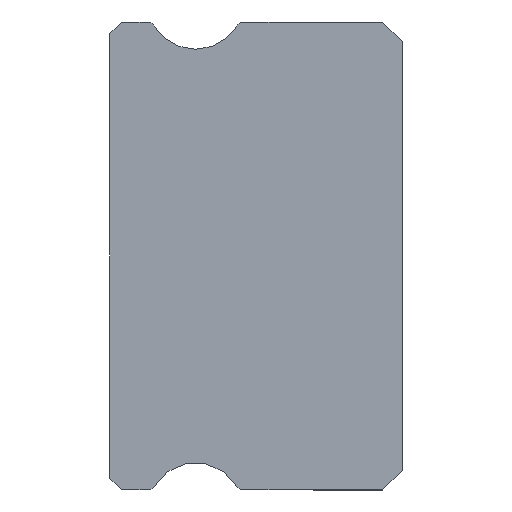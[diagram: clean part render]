
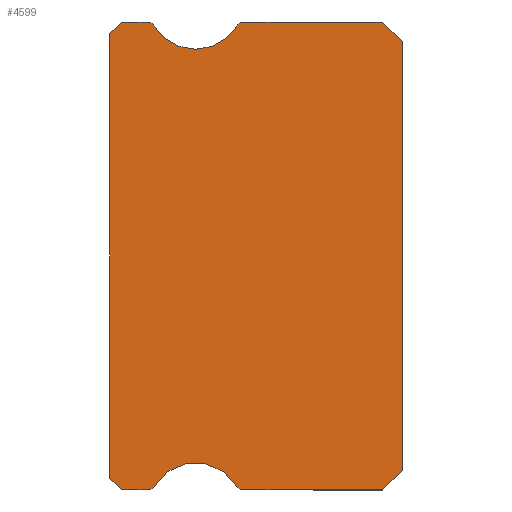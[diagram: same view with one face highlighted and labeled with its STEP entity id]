
A CAD part, left-side view. The second image highlights one B-rep face of the part: STEP entity #4599.
In plain terms, the highlighted planar face has unit normal (-1, 0, 0).
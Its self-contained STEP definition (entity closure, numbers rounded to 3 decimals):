
#73 = ORIENTED_EDGE ( 'NONE', *, *, #3775, .T. ) ;
#103 = VERTEX_POINT ( 'NONE', #4684 ) ;
#185 = CARTESIAN_POINT ( 'NONE',  ( -12.5, 7.2, -6. ) ) ;
#201 = VECTOR ( 'NONE', #5576, 1000. ) ;
#238 = ORIENTED_EDGE ( 'NONE', *, *, #8760, .T. ) ;
#282 = CARTESIAN_POINT ( 'NONE',  ( -12.5, 7.5, 5.85 ) ) ;
#383 = VECTOR ( 'NONE', #8276, 1000. ) ;
#429 = EDGE_CURVE ( 'NONE', #3447, #4681, #2857, .T. ) ;
#453 = EDGE_CURVE ( 'NONE', #6127, #5656, #1928, .T. ) ;
#502 = DIRECTION ( 'NONE',  ( 1., 0., 0. ) ) ;
#613 = DIRECTION ( 'NONE',  ( 1., 0., 0. ) ) ;
#692 = AXIS2_PLACEMENT_3D ( 'NONE', #7075, #5707, #7805 ) ;
#729 = LINE ( 'NONE', #1445, #6410 ) ;
#733 = VERTEX_POINT ( 'NONE', #7010 ) ;
#827 = VERTEX_POINT ( 'NONE', #5828 ) ;
#855 = CARTESIAN_POINT ( 'NONE',  ( -12.5, 6.512, -5.85 ) ) ;
#908 = DIRECTION ( 'NONE',  ( 0., -0.707, -0.707 ) ) ;
#957 = EDGE_CURVE ( 'NONE', #1533, #5656, #8307, .T. ) ;
#1057 = CARTESIAN_POINT ( 'NONE',  ( -12.5, 4.088, -5.85 ) ) ;
#1063 = VECTOR ( 'NONE', #1832, 1000. ) ;
#1089 = ORIENTED_EDGE ( 'NONE', *, *, #4431, .T. ) ;
#1091 = CARTESIAN_POINT ( 'NONE',  ( -12.5, 6.512, 5.85 ) ) ;
#1162 = DIRECTION ( 'NONE',  ( 0., 0., -1. ) ) ;
#1285 = CIRCLE ( 'NONE', #3029, 1.25 ) ;
#1418 = VECTOR ( 'NONE', #908, 1000. ) ;
#1445 = CARTESIAN_POINT ( 'NONE',  ( -12.5, 0., 5.5 ) ) ;
#1497 = DIRECTION ( 'NONE',  ( 0., -0.707, -0.707 ) ) ;
#1520 = ORIENTED_EDGE ( 'NONE', *, *, #7310, .F. ) ;
#1524 = DIRECTION ( 'NONE',  ( 1., 0., 0. ) ) ;
#1533 = VERTEX_POINT ( 'NONE', #4155 ) ;
#1536 = AXIS2_PLACEMENT_3D ( 'NONE', #1091, #502, #3185 ) ;
#1583 = CARTESIAN_POINT ( 'NONE',  ( -12.5, 0.5, 6. ) ) ;
#1641 = CARTESIAN_POINT ( 'NONE',  ( -12.5, 7.5, 5.7 ) ) ;
#1690 = EDGE_CURVE ( 'NONE', #827, #3638, #4632, .T. ) ;
#1832 = DIRECTION ( 'NONE',  ( 0., 0., 1. ) ) ;
#1865 = CIRCLE ( 'NONE', #692, 1.25 ) ;
#1879 = CARTESIAN_POINT ( 'NONE',  ( -12.5, 7.2, -6. ) ) ;
#1883 = AXIS2_PLACEMENT_3D ( 'NONE', #5743, #2355, #4974 ) ;
#1920 = CARTESIAN_POINT ( 'NONE',  ( -12.5, 6.512, 5.85 ) ) ;
#1928 = LINE ( 'NONE', #7576, #383 ) ;
#1930 = VERTEX_POINT ( 'NONE', #7804 ) ;
#1931 = EDGE_CURVE ( 'NONE', #4394, #3992, #5660, .T. ) ;
#1974 = AXIS2_PLACEMENT_3D ( 'NONE', #1920, #3177, #4517 ) ;
#2104 = VECTOR ( 'NONE', #5055, 1000. ) ;
#2316 = DIRECTION ( 'NONE',  ( 0., 1., 0. ) ) ;
#2322 = EDGE_CURVE ( 'NONE', #1930, #5648, #729, .T. ) ;
#2355 = DIRECTION ( 'NONE',  ( -1., 0., 0. ) ) ;
#2373 = CIRCLE ( 'NONE', #6569, 0.15 ) ;
#2765 = DIRECTION ( 'NONE',  ( -1., 0., 0. ) ) ;
#2794 = CARTESIAN_POINT ( 'NONE',  ( -12.5, 7.5, 5.7 ) ) ;
#2857 = CIRCLE ( 'NONE', #1536, 0.15 ) ;
#2907 = ORIENTED_EDGE ( 'NONE', *, *, #1690, .F. ) ;
#2997 = EDGE_CURVE ( 'NONE', #8117, #4394, #8795, .T. ) ;
#3029 = AXIS2_PLACEMENT_3D ( 'NONE', #8331, #2765, #6834 ) ;
#3177 = DIRECTION ( 'NONE',  ( 1., 0., 0. ) ) ;
#3185 = DIRECTION ( 'NONE',  ( 0., 0., -1. ) ) ;
#3205 = EDGE_CURVE ( 'NONE', #733, #103, #7987, .T. ) ;
#3243 = AXIS2_PLACEMENT_3D ( 'NONE', #855, #1524, #7877 ) ;
#3385 = CARTESIAN_POINT ( 'NONE',  ( -12.5, 4.217, -5.925 ) ) ;
#3447 = VERTEX_POINT ( 'NONE', #8189 ) ;
#3491 = DIRECTION ( 'NONE',  ( 0., 0., 1. ) ) ;
#3497 = ORIENTED_EDGE ( 'NONE', *, *, #957, .F. ) ;
#3515 = ORIENTED_EDGE ( 'NONE', *, *, #3783, .F. ) ;
#3638 = VERTEX_POINT ( 'NONE', #1641 ) ;
#3659 = VECTOR ( 'NONE', #6956, 1000. ) ;
#3755 = EDGE_CURVE ( 'NONE', #103, #4246, #2373, .T. ) ;
#3775 = EDGE_CURVE ( 'NONE', #5556, #3638, #7516, .T. ) ;
#3783 = EDGE_CURVE ( 'NONE', #1930, #733, #7595, .T. ) ;
#3787 = ORIENTED_EDGE ( 'NONE', *, *, #3755, .F. ) ;
#3992 = VERTEX_POINT ( 'NONE', #7655 ) ;
#4155 = CARTESIAN_POINT ( 'NONE',  ( -12.5, 6.383, -5.925 ) ) ;
#4164 = VECTOR ( 'NONE', #1497, 1000. ) ;
#4246 = VERTEX_POINT ( 'NONE', #3385 ) ;
#4356 = LINE ( 'NONE', #1583, #4164 ) ;
#4394 = VERTEX_POINT ( 'NONE', #4476 ) ;
#4431 = EDGE_CURVE ( 'NONE', #3447, #5556, #5788, .T. ) ;
#4476 = CARTESIAN_POINT ( 'NONE',  ( -12.5, 4.088, 6. ) ) ;
#4517 = DIRECTION ( 'NONE',  ( 0., 0., -1. ) ) ;
#4599 = ADVANCED_FACE ( 'NONE', ( #5337 ), #8132, .F. ) ;
#4632 = LINE ( 'NONE', #282, #1063 ) ;
#4681 = VERTEX_POINT ( 'NONE', #8345 ) ;
#4684 = CARTESIAN_POINT ( 'NONE',  ( -12.5, 4.088, -6. ) ) ;
#4798 = ORIENTED_EDGE ( 'NONE', *, *, #2997, .F. ) ;
#4808 = CARTESIAN_POINT ( 'NONE',  ( -12.5, 4.217, 5.925 ) ) ;
#4974 = DIRECTION ( 'NONE',  ( 0., 0., -1. ) ) ;
#5055 = DIRECTION ( 'NONE',  ( 0., 1., 0. ) ) ;
#5094 = EDGE_CURVE ( 'NONE', #3992, #5648, #4356, .T. ) ;
#5236 = VECTOR ( 'NONE', #6223, 1000. ) ;
#5337 = FACE_OUTER_BOUND ( 'NONE', #6901, .T. ) ;
#5397 = ORIENTED_EDGE ( 'NONE', *, *, #7090, .F. ) ;
#5497 = CARTESIAN_POINT ( 'NONE',  ( -12.5, 4.088, 5.85 ) ) ;
#5510 = ORIENTED_EDGE ( 'NONE', *, *, #5094, .F. ) ;
#5556 = VERTEX_POINT ( 'NONE', #7747 ) ;
#5576 = DIRECTION ( 'NONE',  ( 0., 0.707, -0.707 ) ) ;
#5648 = VERTEX_POINT ( 'NONE', #7701 ) ;
#5656 = VERTEX_POINT ( 'NONE', #8811 ) ;
#5660 = LINE ( 'NONE', #6909, #5236 ) ;
#5693 = CARTESIAN_POINT ( 'NONE',  ( -12.5, 5.3, 5.3 ) ) ;
#5707 = DIRECTION ( 'NONE',  ( -1., 0., 0. ) ) ;
#5743 = CARTESIAN_POINT ( 'NONE',  ( -12.5, 5.3, 6.55 ) ) ;
#5788 = LINE ( 'NONE', #7061, #2104 ) ;
#5828 = CARTESIAN_POINT ( 'NONE',  ( -12.5, 7.5, -5.7 ) ) ;
#6011 = AXIS2_PLACEMENT_3D ( 'NONE', #5497, #613, #8289 ) ;
#6127 = VERTEX_POINT ( 'NONE', #1879 ) ;
#6223 = DIRECTION ( 'NONE',  ( 0., -1., 0. ) ) ;
#6407 = ORIENTED_EDGE ( 'NONE', *, *, #1931, .F. ) ;
#6410 = VECTOR ( 'NONE', #3491, 1000. ) ;
#6449 = ORIENTED_EDGE ( 'NONE', *, *, #3205, .F. ) ;
#6569 = AXIS2_PLACEMENT_3D ( 'NONE', #1057, #7370, #1162 ) ;
#6834 = DIRECTION ( 'NONE',  ( 0., 0., -1. ) ) ;
#6901 = EDGE_LOOP ( 'NONE', ( #73, #2907, #238, #8274, #3497, #5397, #3787, #6449, #3515, #7279, #5510, #6407, #4798, #1520, #7498, #8631, #1089 ) ) ;
#6909 = CARTESIAN_POINT ( 'NONE',  ( -12.5, 6.512, 6. ) ) ;
#6914 = CARTESIAN_POINT ( 'NONE',  ( -12.5, 0., -5.5 ) ) ;
#6956 = DIRECTION ( 'NONE',  ( 0., 0.707, -0.707 ) ) ;
#7010 = CARTESIAN_POINT ( 'NONE',  ( -12.5, 0.5, -6. ) ) ;
#7061 = CARTESIAN_POINT ( 'NONE',  ( -12.5, 7.2, 6. ) ) ;
#7075 = CARTESIAN_POINT ( 'NONE',  ( -12.5, 5.3, 6.55 ) ) ;
#7090 = EDGE_CURVE ( 'NONE', #4246, #1533, #1285, .T. ) ;
#7279 = ORIENTED_EDGE ( 'NONE', *, *, #2322, .T. ) ;
#7310 = EDGE_CURVE ( 'NONE', #8365, #8117, #1865, .T. ) ;
#7320 = VECTOR ( 'NONE', #2316, 1000. ) ;
#7370 = DIRECTION ( 'NONE',  ( 1., 0., 0. ) ) ;
#7498 = ORIENTED_EDGE ( 'NONE', *, *, #7754, .F. ) ;
#7516 = LINE ( 'NONE', #2794, #201 ) ;
#7576 = CARTESIAN_POINT ( 'NONE',  ( -12.5, 6.512, -6. ) ) ;
#7595 = LINE ( 'NONE', #6914, #3659 ) ;
#7655 = CARTESIAN_POINT ( 'NONE',  ( -12.5, 0.5, 6. ) ) ;
#7701 = CARTESIAN_POINT ( 'NONE',  ( -12.5, 0., 5.5 ) ) ;
#7747 = CARTESIAN_POINT ( 'NONE',  ( -12.5, 7.2, 6. ) ) ;
#7753 = LINE ( 'NONE', #185, #1418 ) ;
#7754 = EDGE_CURVE ( 'NONE', #4681, #8365, #8690, .T. ) ;
#7804 = CARTESIAN_POINT ( 'NONE',  ( -12.5, 0., -5.5 ) ) ;
#7805 = DIRECTION ( 'NONE',  ( 0., 0., -1. ) ) ;
#7877 = DIRECTION ( 'NONE',  ( 0., 0., -1. ) ) ;
#7987 = LINE ( 'NONE', #8536, #7320 ) ;
#8117 = VERTEX_POINT ( 'NONE', #4808 ) ;
#8132 = PLANE ( 'NONE',  #1974 ) ;
#8189 = CARTESIAN_POINT ( 'NONE',  ( -12.5, 6.512, 6. ) ) ;
#8274 = ORIENTED_EDGE ( 'NONE', *, *, #453, .T. ) ;
#8276 = DIRECTION ( 'NONE',  ( 0., -1., 0. ) ) ;
#8289 = DIRECTION ( 'NONE',  ( 0., 0., -1. ) ) ;
#8307 = CIRCLE ( 'NONE', #3243, 0.15 ) ;
#8331 = CARTESIAN_POINT ( 'NONE',  ( -12.5, 5.3, -6.55 ) ) ;
#8345 = CARTESIAN_POINT ( 'NONE',  ( -12.5, 6.383, 5.925 ) ) ;
#8365 = VERTEX_POINT ( 'NONE', #5693 ) ;
#8536 = CARTESIAN_POINT ( 'NONE',  ( -12.5, 6.512, -6. ) ) ;
#8631 = ORIENTED_EDGE ( 'NONE', *, *, #429, .F. ) ;
#8690 = CIRCLE ( 'NONE', #1883, 1.25 ) ;
#8760 = EDGE_CURVE ( 'NONE', #827, #6127, #7753, .T. ) ;
#8795 = CIRCLE ( 'NONE', #6011, 0.15 ) ;
#8811 = CARTESIAN_POINT ( 'NONE',  ( -12.5, 6.512, -6. ) ) ;
